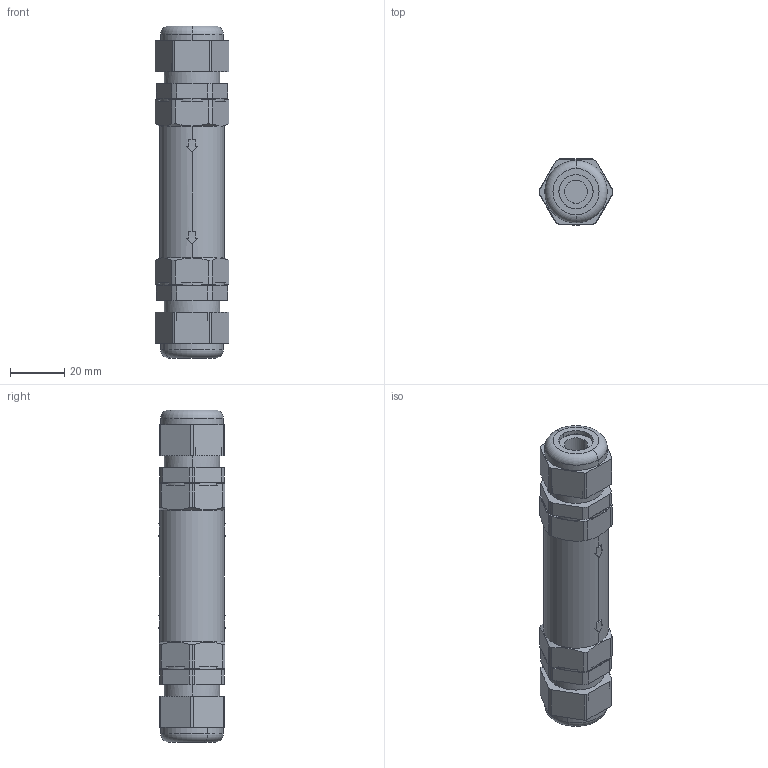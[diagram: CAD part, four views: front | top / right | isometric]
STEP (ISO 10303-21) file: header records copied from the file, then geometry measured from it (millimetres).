
FILE_DESCRIPTION(('CATIA V5 STEP Exchange','CAx-IF Rec.Pracs.--- Model Styling and Organization---1.4--- 2014-01-23'),'2;1');
FILE_NAME ('1145536-3_0', '2020-04-15T06:46:16+00:00', ('none'), ('Weidmueller'), 'CATIA Version 5-6 Release 2016 SP3 HF44', 'CATIA V5 STEP AP214', 'none');
FILE_SCHEMA(('AUTOMOTIVE_DESIGN { 1 0 10303 214 1 1 1 1 }'));
Length unit declared in the file: millimetre
Products named in the file (1): 2685560000
Bounding box: 27.1 x 24.4 x 122.3 mm (x, y, z)
Volume: 45313.6 mm3; surface area: 19331.5 mm2
Topology: 7 solids, 23 shells, 751 faces, 2159 edges, 1376 vertices
Faces by surface type: cylinder 343, plane 220, sphere 96, torus 44, cone 28, revolution 20
Entity records: 24263 total; most frequent: CARTESIAN_POINT 5941, ORIENTED_EDGE 4126, DIRECTION 3128, EDGE_CURVE 2063, AXIS2_PLACEMENT_3D 1527, VERTEX_POINT 1376, VECTOR 905, LINE 905
